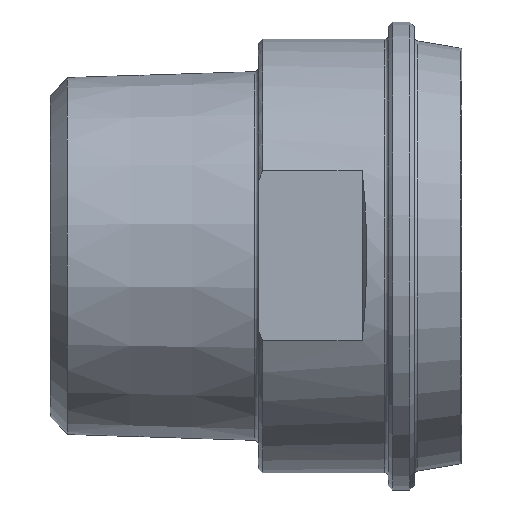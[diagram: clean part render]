
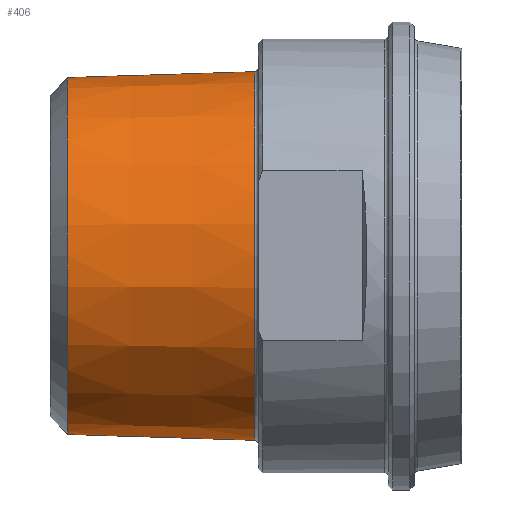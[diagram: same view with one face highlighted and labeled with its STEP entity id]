
A CAD part, top view. The second image highlights one B-rep face of the part: STEP entity #406.
In plain terms, the highlighted conical face has half-angle 1.8 degrees and reference radius 20.902 mm.
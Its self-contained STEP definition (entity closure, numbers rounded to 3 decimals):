
#24=CONICAL_SURFACE('',#462,20.902,0.031);
#42=CIRCLE('',#459,21.267);
#44=CIRCLE('',#461,21.267);
#45=CIRCLE('',#463,20.588);
#46=CIRCLE('',#464,20.588);
#82=FACE_OUTER_BOUND('',#108,.T.);
#108=EDGE_LOOP('',(#304,#305,#306,#307,#308,#309));
#137=LINE('',#710,#155);
#155=VECTOR('',#556,20.902);
#183=VERTEX_POINT('',#703);
#184=VERTEX_POINT('',#704);
#185=VERTEX_POINT('',#709);
#186=VERTEX_POINT('',#711);
#229=EDGE_CURVE('',#183,#184,#42,.T.);
#231=EDGE_CURVE('',#184,#183,#44,.T.);
#232=EDGE_CURVE('',#183,#185,#137,.T.);
#233=EDGE_CURVE('',#186,#185,#45,.T.);
#234=EDGE_CURVE('',#185,#186,#46,.T.);
#304=ORIENTED_EDGE('',*,*,#229,.F.);
#305=ORIENTED_EDGE('',*,*,#232,.T.);
#306=ORIENTED_EDGE('',*,*,#233,.F.);
#307=ORIENTED_EDGE('',*,*,#234,.F.);
#308=ORIENTED_EDGE('',*,*,#232,.F.);
#309=ORIENTED_EDGE('',*,*,#231,.F.);
#406=ADVANCED_FACE('',(#82),#24,.T.);
#459=AXIS2_PLACEMENT_3D('',#705,#548,#549);
#461=AXIS2_PLACEMENT_3D('',#707,#552,#553);
#462=AXIS2_PLACEMENT_3D('',#708,#554,#555);
#463=AXIS2_PLACEMENT_3D('',#712,#557,#558);
#464=AXIS2_PLACEMENT_3D('',#713,#559,#560);
#548=DIRECTION('center_axis',(1.,0.,0.));
#549=DIRECTION('ref_axis',(0.,-1.,0.));
#552=DIRECTION('center_axis',(1.,0.,0.));
#553=DIRECTION('ref_axis',(0.,-1.,0.));
#554=DIRECTION('center_axis',(1.,0.,0.));
#555=DIRECTION('ref_axis',(0.,1.,0.));
#556=DIRECTION('',(-1.,0.031,0.));
#557=DIRECTION('center_axis',(-1.,0.,0.));
#558=DIRECTION('ref_axis',(0.,-1.,0.));
#559=DIRECTION('center_axis',(-1.,0.,0.));
#560=DIRECTION('ref_axis',(0.,-1.,0.));
#703=CARTESIAN_POINT('',(-23.887,-21.267,0.));
#704=CARTESIAN_POINT('',(-23.887,0.,21.267));
#705=CARTESIAN_POINT('Origin',(-23.887,0.,0.));
#707=CARTESIAN_POINT('Origin',(-23.887,0.,0.));
#708=CARTESIAN_POINT('Origin',(-35.5,0.,0.));
#709=CARTESIAN_POINT('',(-45.501,-20.588,0.));
#710=CARTESIAN_POINT('',(-35.5,-20.902,0.));
#711=CARTESIAN_POINT('',(-45.501,20.588,0.));
#712=CARTESIAN_POINT('Origin',(-45.501,0.,0.));
#713=CARTESIAN_POINT('Origin',(-45.501,0.,0.));
